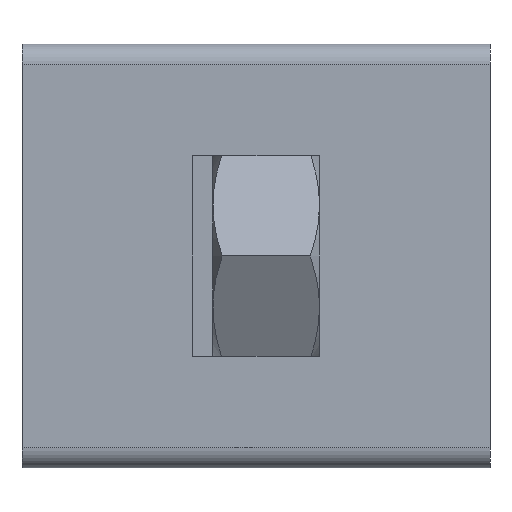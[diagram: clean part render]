
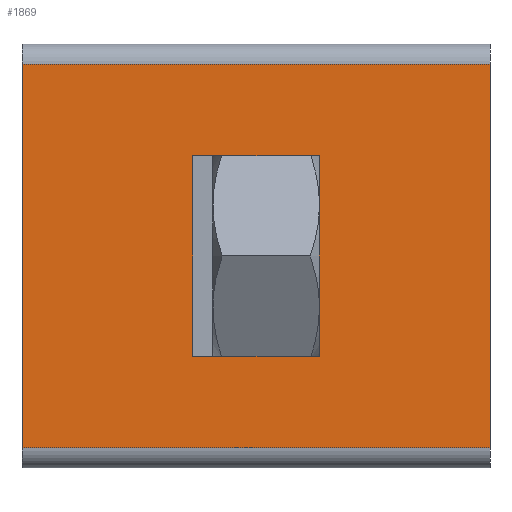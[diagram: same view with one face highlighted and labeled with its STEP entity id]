
A CAD part, left-side view. The second image highlights one B-rep face of the part: STEP entity #1869.
In plain terms, the highlighted planar face has unit normal (-1, 0, 0).
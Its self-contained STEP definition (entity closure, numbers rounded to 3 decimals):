
#8 = CARTESIAN_POINT ( 'NONE',  ( -9.9, -3.1, 4.9 ) ) ;
#33 = FACE_OUTER_BOUND ( 'NONE', #575, .T. ) ;
#142 = CARTESIAN_POINT ( 'NONE',  ( -9.9, -11.425, -9.35 ) ) ;
#186 = EDGE_CURVE ( 'NONE', #2466, #1057, #2394, .T. ) ;
#212 = CARTESIAN_POINT ( 'NONE',  ( -9.9, -3.1, 4.9 ) ) ;
#220 = CARTESIAN_POINT ( 'NONE',  ( -9.9, 3.1, 4.9 ) ) ;
#226 = FACE_BOUND ( 'NONE', #2442, .T. ) ;
#254 = CARTESIAN_POINT ( 'NONE',  ( -9.9, -3.1, -4.9 ) ) ;
#268 = CARTESIAN_POINT ( 'NONE',  ( -9.9, 3.1, -4.9 ) ) ;
#293 = VECTOR ( 'NONE', #1627, 1000. ) ;
#394 = VECTOR ( 'NONE', #1325, 1000. ) ;
#443 = VERTEX_POINT ( 'NONE', #212 ) ;
#459 = CARTESIAN_POINT ( 'NONE',  ( -9.9, -11.425, 9.35 ) ) ;
#523 = EDGE_CURVE ( 'NONE', #1039, #814, #2589, .T. ) ;
#570 = CARTESIAN_POINT ( 'NONE',  ( -9.9, 11.425, 9.35 ) ) ;
#575 = EDGE_LOOP ( 'NONE', ( #1502, #1179, #725, #1199 ) ) ;
#629 = DIRECTION ( 'NONE',  ( 0., 0., -1. ) ) ;
#668 = DIRECTION ( 'NONE',  ( 1., 0., 0. ) ) ;
#674 = VECTOR ( 'NONE', #1775, 1000. ) ;
#702 = CARTESIAN_POINT ( 'NONE',  ( -9.9, -11.425, 9.35 ) ) ;
#720 = LINE ( 'NONE', #254, #674 ) ;
#725 = ORIENTED_EDGE ( 'NONE', *, *, #1388, .F. ) ;
#755 = ORIENTED_EDGE ( 'NONE', *, *, #186, .F. ) ;
#794 = VECTOR ( 'NONE', #2572, 1000. ) ;
#814 = VERTEX_POINT ( 'NONE', #570 ) ;
#822 = AXIS2_PLACEMENT_3D ( 'NONE', #876, #668, #629 ) ;
#865 = CARTESIAN_POINT ( 'NONE',  ( -9.9, 11.425, 10.35 ) ) ;
#876 = CARTESIAN_POINT ( 'NONE',  ( -9.9, -11.425, 10.35 ) ) ;
#894 = EDGE_CURVE ( 'NONE', #443, #2466, #2357, .T. ) ;
#969 = ORIENTED_EDGE ( 'NONE', *, *, #994, .F. ) ;
#994 = EDGE_CURVE ( 'NONE', #2582, #443, #1053, .T. ) ;
#1026 = EDGE_CURVE ( 'NONE', #814, #2480, #1107, .T. ) ;
#1039 = VERTEX_POINT ( 'NONE', #459 ) ;
#1053 = LINE ( 'NONE', #1692, #394 ) ;
#1057 = VERTEX_POINT ( 'NONE', #2109 ) ;
#1063 = LINE ( 'NONE', #1465, #2671 ) ;
#1107 = LINE ( 'NONE', #865, #2293 ) ;
#1133 = ORIENTED_EDGE ( 'NONE', *, *, #2233, .F. ) ;
#1179 = ORIENTED_EDGE ( 'NONE', *, *, #1626, .T. ) ;
#1199 = ORIENTED_EDGE ( 'NONE', *, *, #523, .T. ) ;
#1241 = VECTOR ( 'NONE', #1969, 1000. ) ;
#1325 = DIRECTION ( 'NONE',  ( 0., 0., 1. ) ) ;
#1388 = EDGE_CURVE ( 'NONE', #1039, #2639, #1063, .T. ) ;
#1465 = CARTESIAN_POINT ( 'NONE',  ( -9.9, -11.425, 10.35 ) ) ;
#1502 = ORIENTED_EDGE ( 'NONE', *, *, #1026, .T. ) ;
#1514 = DIRECTION ( 'NONE',  ( 0., 1., 0. ) ) ;
#1626 = EDGE_CURVE ( 'NONE', #2480, #2639, #2040, .T. ) ;
#1627 = DIRECTION ( 'NONE',  ( 0., -1., 0. ) ) ;
#1681 = CARTESIAN_POINT ( 'NONE',  ( -9.9, 11.425, -9.35 ) ) ;
#1692 = CARTESIAN_POINT ( 'NONE',  ( -9.9, -3.1, -4.9 ) ) ;
#1721 = ORIENTED_EDGE ( 'NONE', *, *, #894, .F. ) ;
#1744 = VECTOR ( 'NONE', #1514, 1000. ) ;
#1775 = DIRECTION ( 'NONE',  ( 0., -1., 0. ) ) ;
#1869 = ADVANCED_FACE ( 'NONE', ( #226, #33 ), #2581, .F. ) ;
#1899 = DIRECTION ( 'NONE',  ( 0., 0., -1. ) ) ;
#1969 = DIRECTION ( 'NONE',  ( 0., 0., -1. ) ) ;
#2040 = LINE ( 'NONE', #142, #293 ) ;
#2109 = CARTESIAN_POINT ( 'NONE',  ( -9.9, 3.1, -4.9 ) ) ;
#2125 = CARTESIAN_POINT ( 'NONE',  ( -9.9, -3.1, -4.9 ) ) ;
#2155 = CARTESIAN_POINT ( 'NONE',  ( -9.9, -11.425, -9.35 ) ) ;
#2233 = EDGE_CURVE ( 'NONE', #1057, #2582, #720, .T. ) ;
#2293 = VECTOR ( 'NONE', #2369, 1000. ) ;
#2357 = LINE ( 'NONE', #8, #794 ) ;
#2369 = DIRECTION ( 'NONE',  ( 0., 0., -1. ) ) ;
#2394 = LINE ( 'NONE', #268, #1241 ) ;
#2442 = EDGE_LOOP ( 'NONE', ( #1133, #755, #1721, #969 ) ) ;
#2466 = VERTEX_POINT ( 'NONE', #220 ) ;
#2480 = VERTEX_POINT ( 'NONE', #1681 ) ;
#2572 = DIRECTION ( 'NONE',  ( 0., 1., 0. ) ) ;
#2581 = PLANE ( 'NONE',  #822 ) ;
#2582 = VERTEX_POINT ( 'NONE', #2125 ) ;
#2589 = LINE ( 'NONE', #702, #1744 ) ;
#2639 = VERTEX_POINT ( 'NONE', #2155 ) ;
#2671 = VECTOR ( 'NONE', #1899, 1000. ) ;
